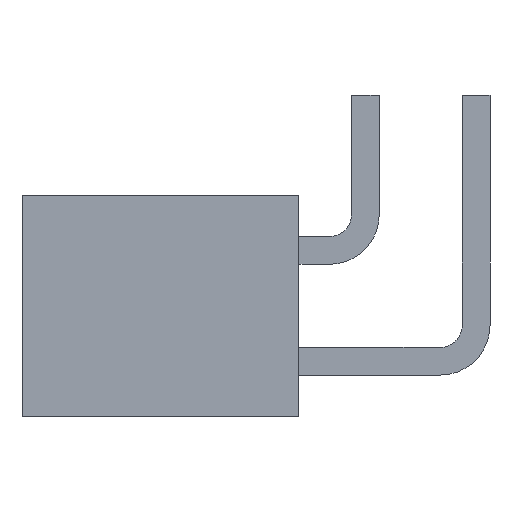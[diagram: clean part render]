
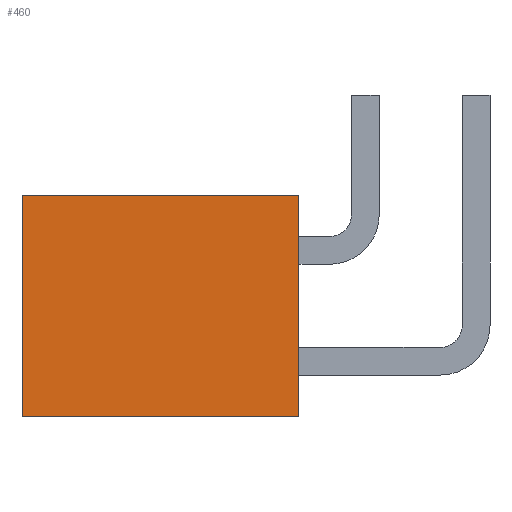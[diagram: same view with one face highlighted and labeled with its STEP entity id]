
A CAD part, left-side view. The second image highlights one B-rep face of the part: STEP entity #460.
In plain terms, the highlighted planar face has unit normal (-1, 0, 0).
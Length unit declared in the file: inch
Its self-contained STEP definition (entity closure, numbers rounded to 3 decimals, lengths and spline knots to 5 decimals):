
#460 = ADVANCED_FACE( '', ( #1259 ), #1260, .F. );
#1259 = FACE_OUTER_BOUND( '', #2419, .T. );
#1260 = PLANE( '', #2420 );
#2419 = EDGE_LOOP( '', ( #3696, #3697, #3698, #3699 ) );
#2420 = AXIS2_PLACEMENT_3D( '', #3700, #3701, #3702 );
#3696 = ORIENTED_EDGE( '', *, *, #7227, .T. );
#3697 = ORIENTED_EDGE( '', *, *, #7228, .F. );
#3698 = ORIENTED_EDGE( '', *, *, #7176, .F. );
#3699 = ORIENTED_EDGE( '', *, *, #7229, .T. );
#3700 = CARTESIAN_POINT( '', ( -0.36, 0.25, -0.1 ) );
#3701 = DIRECTION( '', ( 1., 0., 0. ) );
#3702 = DIRECTION( '', ( 0., 0., -1. ) );
#7176 = EDGE_CURVE( '', #8670, #8672, #8673, .T. );
#7227 = EDGE_CURVE( '', #8769, #8770, #8771, .T. );
#7228 = EDGE_CURVE( '', #8672, #8770, #8772, .T. );
#7229 = EDGE_CURVE( '', #8670, #8769, #8773, .T. );
#8670 = VERTEX_POINT( '', #10854 );
#8672 = VERTEX_POINT( '', #10857 );
#8673 = LINE( '', #10858, #10859 );
#8769 = VERTEX_POINT( '', #10994 );
#8770 = VERTEX_POINT( '', #10995 );
#8771 = LINE( '', #10996, #10997 );
#8772 = LINE( '', #10998, #10999 );
#8773 = LINE( '', #11000, #11001 );
#10854 = CARTESIAN_POINT( '', ( -0.36, 0.25, -0.1 ) );
#10857 = CARTESIAN_POINT( '', ( -0.36, 0.25, 0.1 ) );
#10858 = CARTESIAN_POINT( '', ( -0.36, 0.25, -0.1 ) );
#10859 = VECTOR( '', #13809, 39.37008 );
#10994 = CARTESIAN_POINT( '', ( -0.36, 0., -0.1 ) );
#10995 = CARTESIAN_POINT( '', ( -0.36, 0., 0.1 ) );
#10996 = CARTESIAN_POINT( '', ( -0.36, 0., -0.1 ) );
#10997 = VECTOR( '', #13873, 39.37008 );
#10998 = CARTESIAN_POINT( '', ( -0.36, 0.25, 0.1 ) );
#10999 = VECTOR( '', #13874, 39.37008 );
#11000 = CARTESIAN_POINT( '', ( -0.36, 0.25, -0.1 ) );
#11001 = VECTOR( '', #13875, 39.37008 );
#13809 = DIRECTION( '', ( 0., 0., 1. ) );
#13873 = DIRECTION( '', ( 0., 0., 1. ) );
#13874 = DIRECTION( '', ( 0., -1., 0. ) );
#13875 = DIRECTION( '', ( 0., -1., 0. ) );
